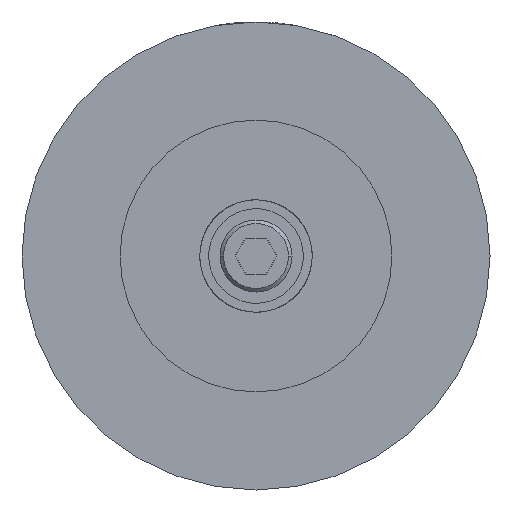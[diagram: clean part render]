
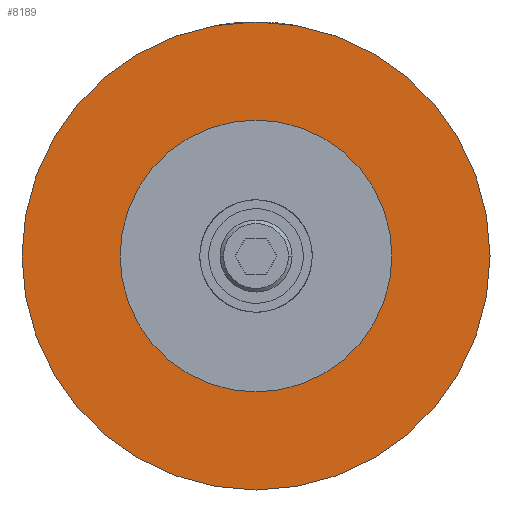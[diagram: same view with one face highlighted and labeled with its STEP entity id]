
A CAD part, front view. The second image highlights one B-rep face of the part: STEP entity #8189.
In plain terms, the highlighted face is planar.
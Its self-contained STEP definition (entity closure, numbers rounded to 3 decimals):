
#216 = CARTESIAN_POINT ( 'NONE',  ( 0., 7., 15.1 ) ) ;
#805 = EDGE_LOOP ( 'NONE', ( #3326, #8095 ) ) ;
#979 = EDGE_LOOP ( 'NONE', ( #9969, #11924 ) ) ;
#1041 = AXIS2_PLACEMENT_3D ( 'NONE', #8425, #14098, #5028 ) ;
#2394 = PLANE ( 'NONE',  #7945 ) ;
#2876 = CIRCLE ( 'NONE', #1041, 15.1 ) ;
#3111 = CARTESIAN_POINT ( 'NONE',  ( 0., 7., 26. ) ) ;
#3326 = ORIENTED_EDGE ( 'NONE', *, *, #4289, .T. ) ;
#3390 = AXIS2_PLACEMENT_3D ( 'NONE', #9301, #3535, #10445 ) ;
#3535 = DIRECTION ( 'NONE',  ( 0., 1., 0. ) ) ;
#3538 = CARTESIAN_POINT ( 'NONE',  ( 0., 7., 0. ) ) ;
#4289 = EDGE_CURVE ( 'NONE', #9121, #6084, #14353, .T. ) ;
#4640 = DIRECTION ( 'NONE',  ( 0., 0., 1. ) ) ;
#5028 = DIRECTION ( 'NONE',  ( 0., 0., 1. ) ) ;
#6084 = VERTEX_POINT ( 'NONE', #3111 ) ;
#6549 = DIRECTION ( 'NONE',  ( 0., 1., 0. ) ) ;
#6701 = VERTEX_POINT ( 'NONE', #216 ) ;
#6745 = FACE_OUTER_BOUND ( 'NONE', #805, .T. ) ;
#7646 = AXIS2_PLACEMENT_3D ( 'NONE', #11437, #12489, #4640 ) ;
#7945 = AXIS2_PLACEMENT_3D ( 'NONE', #3538, #13811, #11573 ) ;
#7980 = CIRCLE ( 'NONE', #7646, 26. ) ;
#7997 = VERTEX_POINT ( 'NONE', #14615 ) ;
#8095 = ORIENTED_EDGE ( 'NONE', *, *, #9756, .T. ) ;
#8189 = ADVANCED_FACE ( 'NONE', ( #11755, #6745 ), #2394, .T. ) ;
#8425 = CARTESIAN_POINT ( 'NONE',  ( 0., 7., 0. ) ) ;
#8428 = AXIS2_PLACEMENT_3D ( 'NONE', #8914, #6549, #10003 ) ;
#8914 = CARTESIAN_POINT ( 'NONE',  ( 0., 7., 0. ) ) ;
#9121 = VERTEX_POINT ( 'NONE', #10385 ) ;
#9301 = CARTESIAN_POINT ( 'NONE',  ( 0., 7., 0. ) ) ;
#9756 = EDGE_CURVE ( 'NONE', #6084, #9121, #7980, .T. ) ;
#9969 = ORIENTED_EDGE ( 'NONE', *, *, #14104, .F. ) ;
#10003 = DIRECTION ( 'NONE',  ( 0., 0., 1. ) ) ;
#10360 = EDGE_CURVE ( 'NONE', #7997, #6701, #12805, .T. ) ;
#10385 = CARTESIAN_POINT ( 'NONE',  ( 0., 7., -26. ) ) ;
#10445 = DIRECTION ( 'NONE',  ( 0., 0., 1. ) ) ;
#11437 = CARTESIAN_POINT ( 'NONE',  ( 0., 7., 0. ) ) ;
#11573 = DIRECTION ( 'NONE',  ( 0., 0., 1. ) ) ;
#11755 = FACE_BOUND ( 'NONE', #979, .T. ) ;
#11924 = ORIENTED_EDGE ( 'NONE', *, *, #10360, .F. ) ;
#12489 = DIRECTION ( 'NONE',  ( 0., 1., 0. ) ) ;
#12805 = CIRCLE ( 'NONE', #8428, 15.1 ) ;
#13811 = DIRECTION ( 'NONE',  ( 0., 1., 0. ) ) ;
#14098 = DIRECTION ( 'NONE',  ( 0., 1., 0. ) ) ;
#14104 = EDGE_CURVE ( 'NONE', #6701, #7997, #2876, .T. ) ;
#14353 = CIRCLE ( 'NONE', #3390, 26. ) ;
#14615 = CARTESIAN_POINT ( 'NONE',  ( 0., 7., -15.1 ) ) ;
